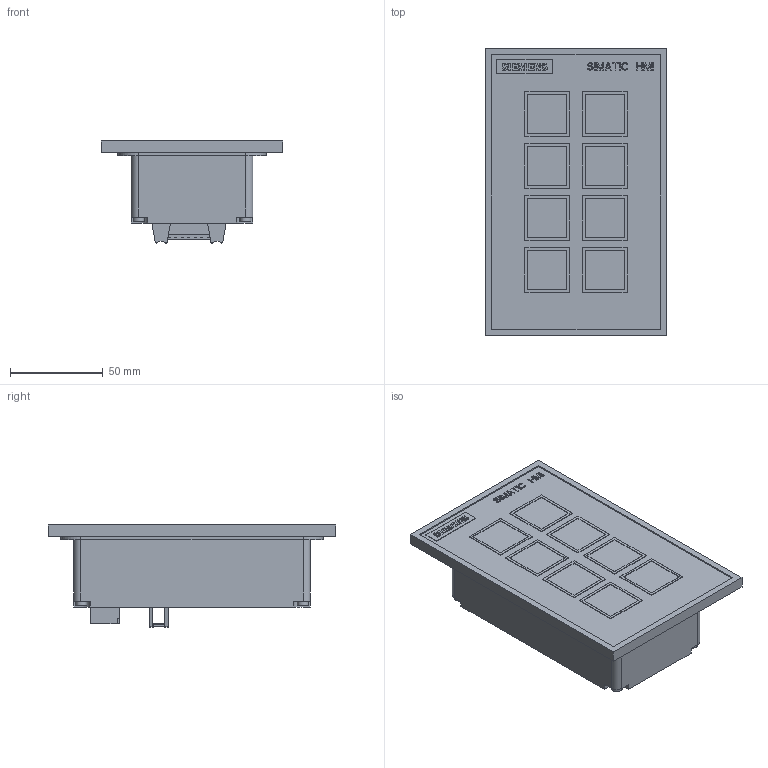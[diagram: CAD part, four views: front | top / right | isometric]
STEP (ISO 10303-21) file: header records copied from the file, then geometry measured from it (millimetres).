
FILE_DESCRIPTION(/* description */ (''),/* implementation_level */ '2;1');
FILE_NAME(/* name */ '6AV3688-3AF37-0AX0_3d.stp',/* time_stamp */ '2024-07-08T16:35:42+02:00',/* author */ (''),/* organization */ (''),/* preprocessor_version */ 'ST-DEVELOPER v18.102',/* originating_system */ 'SIEMENS PLM Software NX 2023',/* authorisation */ '');
FILE_SCHEMA (('AUTOMOTIVE_DESIGN { 1 0 10303 214 3 1 1 1 }'));
Products named in the file (4): A5E30216796A_RS-AA_002_1-labeling-box; A5E30224334A_RS-AA_002_1-labeling-front; A5E30216788A_RS-AA_002_1-box; A5E30216808A_RS-AA_002_2-CAx_6AV36883AF370AX0
Assembly tree (3 placements, depth 2):
  A5E30216808A_RS-AA_002_2-CAx_6AV36883AF370AX0
    A5E30216788A_RS-AA_002_1-box
    A5E30224334A_RS-AA_002_1-labeling-front
    A5E30216796A_RS-AA_002_1-labeling-box
Bounding box: 98 x 155 x 54.97 mm (x, y, z)
Volume: 405900.7 mm3; surface area: 70981.1 mm2
Topology: 164 solids, 164 shells, 1889 faces, 4413 edges, 2942 vertices
Faces by surface type: plane 1610, extrusion 169, cylinder 110
Full cylindrical faces by diameter (mm): 1.45 x16, 2.48 x16, 6 x4
Entity records: 76533 total; most frequent: CARTESIAN_POINT 19471, ORIENTED_EDGE 8674, DIRECTION 7872, EDGE_CURVE 4337, VECTOR 3936, LINE 3767, VERTEX_POINT 2942, EDGE_LOOP 2137
